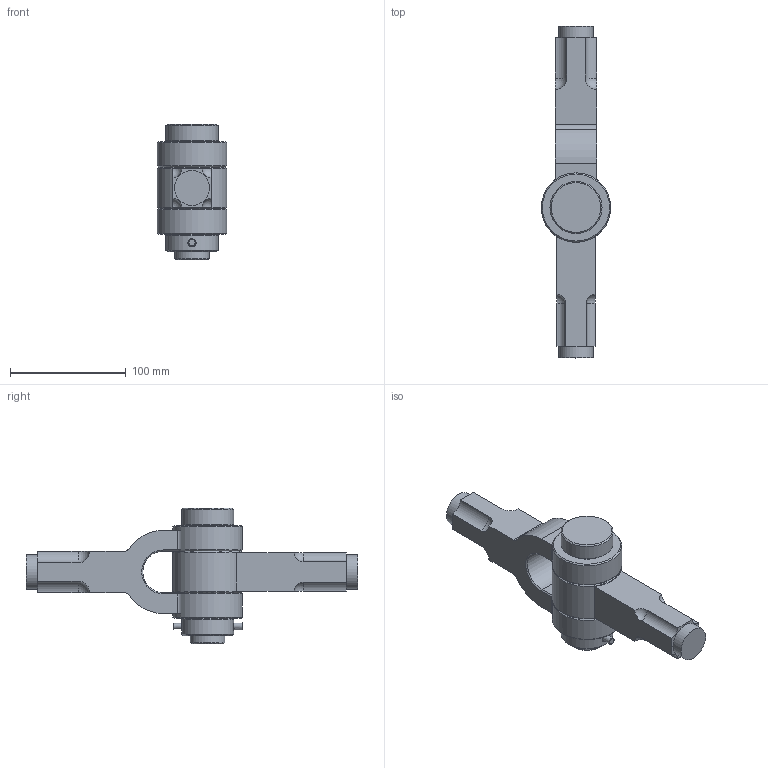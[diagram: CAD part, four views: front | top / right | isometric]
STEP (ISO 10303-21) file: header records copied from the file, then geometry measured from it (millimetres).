
FILE_DESCRIPTION(('FreeCAD Model'),'2;1');
FILE_NAME('Open CASCADE Shape Model','2025-05-21T14:56:42',(''),(''), 'Open CASCADE STEP processor 7.7','FreeCAD','Unknown');
FILE_SCHEMA(('AUTOMOTIVE_DESIGN { 1 0 10303 214 1 1 1 1 }'));
Length unit declared in the file: millimetre
Products named in the file (6): Unnamed1; FreeCAD_Beginner_148_fork_001; FreeCAD_Beginner_148_collar_001; FreeCAD_Beginner_148_eyeEnd_001; FreeCAD_Beginner_148_pin_001; FreeCAD_Beginner_148_taperPin_001
Assembly tree (5 placements, depth 2):
  Unnamed1
    FreeCAD_Beginner_148_fork_001
    FreeCAD_Beginner_148_collar_001
    FreeCAD_Beginner_148_eyeEnd_001
    FreeCAD_Beginner_148_pin_001
    FreeCAD_Beginner_148_taperPin_001
Bounding box: 60 x 287 x 117 mm (x, y, z)
Volume: 535504.9 mm3; surface area: 89361.2 mm2
Topology: 5 solids, 5 shells, 107 faces, 252 edges, 151 vertices
Faces by surface type: cylinder 32, plane 31, cone 30, sphere 8, bspline 6
Full cylindrical faces by diameter (mm): 6 x3, 30 x7, 45 x2, 60 x3
Entity records: 6048 total; most frequent: CARTESIAN_POINT 3413, DIRECTION 554, ORIENTED_EDGE 488, EDGE_CURVE 244, AXIS2_PLACEMENT_3D 222, VERTEX_POINT 151, FACE_BOUND 125, EDGE_LOOP 125
